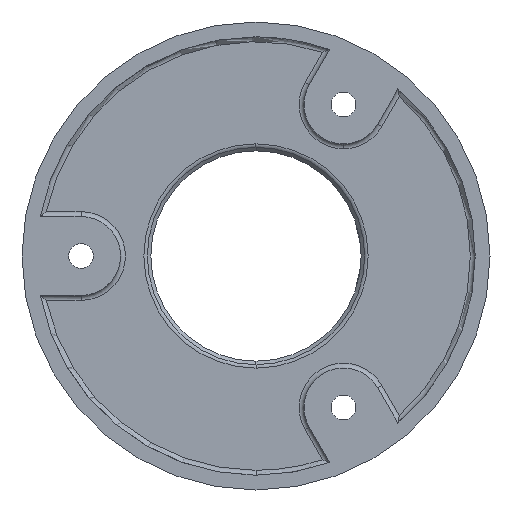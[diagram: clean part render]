
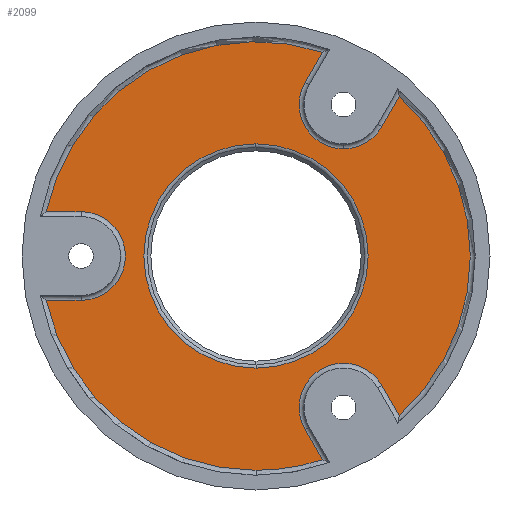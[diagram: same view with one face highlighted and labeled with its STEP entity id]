
A CAD part, left-side view. The second image highlights one B-rep face of the part: STEP entity #2099.
In plain terms, the highlighted planar face has unit normal (-1, 0, 0).
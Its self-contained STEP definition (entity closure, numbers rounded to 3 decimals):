
#25 = CARTESIAN_POINT ( 'NONE',  ( 2., -25.544, -26.244 ) ) ;
#35 = ORIENTED_EDGE ( 'NONE', *, *, #530, .T. ) ;
#54 = CARTESIAN_POINT ( 'NONE',  ( 2., 0., 0. ) ) ;
#59 = EDGE_CURVE ( 'NONE', #312, #480, #1343, .T. ) ;
#61 = ORIENTED_EDGE ( 'NONE', *, *, #2000, .T. ) ;
#79 = ORIENTED_EDGE ( 'NONE', *, *, #1784, .T. ) ;
#116 = VERTEX_POINT ( 'NONE', #2015 ) ;
#131 = CARTESIAN_POINT ( 'NONE',  ( 2., -13.485, -41.357 ) ) ;
#137 = DIRECTION ( 'NONE',  ( 0., -1., 0. ) ) ;
#139 = CARTESIAN_POINT ( 'NONE',  ( 2., 1.081, -19.872 ) ) ;
#142 = DIRECTION ( 'NONE',  ( 1., 0., 0. ) ) ;
#147 = EDGE_CURVE ( 'NONE', #1957, #971, #1559, .T. ) ;
#150 = EDGE_CURVE ( 'NONE', #1867, #1426, #369, .T. ) ;
#163 = DIRECTION ( 'NONE',  ( 0., 0.5, 0.866 ) ) ;
#166 = EDGE_CURVE ( 'NONE', #1120, #312, #1142, .T. ) ;
#171 = ORIENTED_EDGE ( 'NONE', *, *, #59, .T. ) ;
#209 = ORIENTED_EDGE ( 'NONE', *, *, #817, .T. ) ;
#214 = DIRECTION ( 'NONE',  ( 0., 0., -1. ) ) ;
#216 = EDGE_CURVE ( 'NONE', #971, #1261, #1414, .T. ) ;
#224 = DIRECTION ( 'NONE',  ( 1., 0., 0. ) ) ;
#228 = EDGE_CURVE ( 'NONE', #383, #116, #2225, .T. ) ;
#240 = CARTESIAN_POINT ( 'NONE',  ( 2., 0., 0. ) ) ;
#248 = DIRECTION ( 'NONE',  ( 1., 0., 0. ) ) ;
#257 = ORIENTED_EDGE ( 'NONE', *, *, #1547, .T. ) ;
#312 = VERTEX_POINT ( 'NONE', #1536 ) ;
#322 = DIRECTION ( 'NONE',  ( 0., 0., -1. ) ) ;
#341 = CARTESIAN_POINT ( 'NONE',  ( 2., -17.75, 30.744 ) ) ;
#345 = EDGE_CURVE ( 'NONE', #1916, #1120, #2170, .T. ) ;
#368 = AXIS2_PLACEMENT_3D ( 'NONE', #240, #1999, #948 ) ;
#369 = CIRCLE ( 'NONE', #784, 22.764 ) ;
#383 = VERTEX_POINT ( 'NONE', #630 ) ;
#391 = CARTESIAN_POINT ( 'NONE',  ( 2., 42.559, -9. ) ) ;
#404 = DIRECTION ( 'NONE',  ( 0., 1., 0. ) ) ;
#407 = EDGE_LOOP ( 'NONE', ( #814, #1761, #35, #1630, #1640, #257, #1659, #1911, #740, #1989, #171, #209, #1299, #61 ) ) ;
#449 = AXIS2_PLACEMENT_3D ( 'NONE', #1832, #248, #1654 ) ;
#462 = CARTESIAN_POINT ( 'NONE',  ( 2., -17.75, 9. ) ) ;
#480 = VERTEX_POINT ( 'NONE', #548 ) ;
#490 = VECTOR ( 'NONE', #404, 1000. ) ;
#530 = EDGE_CURVE ( 'NONE', #1261, #865, #1404, .T. ) ;
#548 = CARTESIAN_POINT ( 'NONE',  ( 2., 42.559, 9. ) ) ;
#576 = CIRCLE ( 'NONE', #2179, 9. ) ;
#612 = CARTESIAN_POINT ( 'NONE',  ( 2., -17.75, 30.744 ) ) ;
#618 = DIRECTION ( 'NONE',  ( 0., 0., -1. ) ) ;
#626 = VERTEX_POINT ( 'NONE', #920 ) ;
#630 = CARTESIAN_POINT ( 'NONE',  ( 2., -29.074, 32.357 ) ) ;
#634 = EDGE_LOOP ( 'NONE', ( #1071, #79 ) ) ;
#650 = DIRECTION ( 'NONE',  ( 0., -0.5, -0.866 ) ) ;
#656 = EDGE_CURVE ( 'NONE', #865, #1492, #576, .T. ) ;
#690 = CARTESIAN_POINT ( 'NONE',  ( 2., -9.956, 35.244 ) ) ;
#693 = CARTESIAN_POINT ( 'NONE',  ( 2., 0., -22.764 ) ) ;
#704 = LINE ( 'NONE', #462, #2226 ) ;
#707 = DIRECTION ( 'NONE',  ( 0., 0., -1. ) ) ;
#740 = ORIENTED_EDGE ( 'NONE', *, *, #345, .T. ) ;
#748 = AXIS2_PLACEMENT_3D ( 'NONE', #612, #2014, #1839 ) ;
#751 = CIRCLE ( 'NONE', #2026, 9. ) ;
#754 = CIRCLE ( 'NONE', #449, 22.764 ) ;
#784 = AXIS2_PLACEMENT_3D ( 'NONE', #1681, #1670, #1130 ) ;
#814 = ORIENTED_EDGE ( 'NONE', *, *, #147, .T. ) ;
#817 = EDGE_CURVE ( 'NONE', #480, #626, #704, .T. ) ;
#865 = VERTEX_POINT ( 'NONE', #1627 ) ;
#920 = CARTESIAN_POINT ( 'NONE',  ( 2., 35.5, 9. ) ) ;
#948 = DIRECTION ( 'NONE',  ( 0., 0., -1. ) ) ;
#949 = DIRECTION ( 'NONE',  ( 1., 0., 0. ) ) ;
#971 = VERTEX_POINT ( 'NONE', #1257 ) ;
#981 = DIRECTION ( 'NONE',  ( -1., 0., 0. ) ) ;
#1029 = CARTESIAN_POINT ( 'NONE',  ( 2., 0., 22.764 ) ) ;
#1050 = AXIS2_PLACEMENT_3D ( 'NONE', #2273, #1411, #707 ) ;
#1054 = VERTEX_POINT ( 'NONE', #1504 ) ;
#1071 = ORIENTED_EDGE ( 'NONE', *, *, #150, .T. ) ;
#1086 = VERTEX_POINT ( 'NONE', #1291 ) ;
#1103 = CARTESIAN_POINT ( 'NONE',  ( 2., -17.75, -30.744 ) ) ;
#1120 = VERTEX_POINT ( 'NONE', #690 ) ;
#1122 = AXIS2_PLACEMENT_3D ( 'NONE', #341, #1755, #1575 ) ;
#1130 = DIRECTION ( 'NONE',  ( 0., 0., -1. ) ) ;
#1142 = LINE ( 'NONE', #1458, #1952 ) ;
#1159 = CARTESIAN_POINT ( 'NONE',  ( 2., -17.75, -30.744 ) ) ;
#1232 = CARTESIAN_POINT ( 'NONE',  ( 2., 35.5, 0. ) ) ;
#1257 = CARTESIAN_POINT ( 'NONE',  ( 2., 0., -43.5 ) ) ;
#1261 = VERTEX_POINT ( 'NONE', #131 ) ;
#1291 = CARTESIAN_POINT ( 'NONE',  ( 2., -29.074, -32.357 ) ) ;
#1299 = ORIENTED_EDGE ( 'NONE', *, *, #2259, .T. ) ;
#1338 = DIRECTION ( 'NONE',  ( -1., 0., 0. ) ) ;
#1343 = CIRCLE ( 'NONE', #368, 43.5 ) ;
#1353 = CARTESIAN_POINT ( 'NONE',  ( 2., 0., 0. ) ) ;
#1356 = LINE ( 'NONE', #2084, #1885 ) ;
#1363 = DIRECTION ( 'NONE',  ( 0., 0.5, -0.866 ) ) ;
#1374 = AXIS2_PLACEMENT_3D ( 'NONE', #54, #981, #1499 ) ;
#1404 = LINE ( 'NONE', #1576, #2066 ) ;
#1411 = DIRECTION ( 'NONE',  ( -1., 0., 0. ) ) ;
#1414 = CIRCLE ( 'NONE', #1700, 43.5 ) ;
#1426 = VERTEX_POINT ( 'NONE', #1029 ) ;
#1458 = CARTESIAN_POINT ( 'NONE',  ( 2., 16.669, -10.872 ) ) ;
#1478 = EDGE_CURVE ( 'NONE', #116, #1916, #1634, .T. ) ;
#1492 = VERTEX_POINT ( 'NONE', #25 ) ;
#1499 = DIRECTION ( 'NONE',  ( 0., 0., -1. ) ) ;
#1504 = CARTESIAN_POINT ( 'NONE',  ( 2., 35.5, -9. ) ) ;
#1528 = CIRCLE ( 'NONE', #1050, 43.5 ) ;
#1536 = CARTESIAN_POINT ( 'NONE',  ( 2., -13.485, 41.357 ) ) ;
#1547 = EDGE_CURVE ( 'NONE', #1086, #383, #1528, .T. ) ;
#1559 = CIRCLE ( 'NONE', #1374, 43.5 ) ;
#1575 = DIRECTION ( 'NONE',  ( 0., 0., -1. ) ) ;
#1576 = CARTESIAN_POINT ( 'NONE',  ( 2., -9.956, -35.244 ) ) ;
#1614 = CARTESIAN_POINT ( 'NONE',  ( 2., -17.75, 21.744 ) ) ;
#1627 = CARTESIAN_POINT ( 'NONE',  ( 2., -9.956, -35.244 ) ) ;
#1630 = ORIENTED_EDGE ( 'NONE', *, *, #656, .T. ) ;
#1634 = CIRCLE ( 'NONE', #1122, 9. ) ;
#1639 = FACE_BOUND ( 'NONE', #634, .T. ) ;
#1640 = ORIENTED_EDGE ( 'NONE', *, *, #2194, .T. ) ;
#1654 = DIRECTION ( 'NONE',  ( 0., 0., -1. ) ) ;
#1659 = ORIENTED_EDGE ( 'NONE', *, *, #228, .T. ) ;
#1670 = DIRECTION ( 'NONE',  ( 1., 0., 0. ) ) ;
#1681 = CARTESIAN_POINT ( 'NONE',  ( 2., 0., 0. ) ) ;
#1690 = DIRECTION ( 'NONE',  ( 0., 0., -1. ) ) ;
#1700 = AXIS2_PLACEMENT_3D ( 'NONE', #1353, #1338, #1690 ) ;
#1745 = AXIS2_PLACEMENT_3D ( 'NONE', #1159, #949, #618 ) ;
#1755 = DIRECTION ( 'NONE',  ( 1., 0., 0. ) ) ;
#1761 = ORIENTED_EDGE ( 'NONE', *, *, #216, .T. ) ;
#1775 = VECTOR ( 'NONE', #1363, 1000. ) ;
#1784 = EDGE_CURVE ( 'NONE', #1426, #1867, #754, .T. ) ;
#1826 = FACE_OUTER_BOUND ( 'NONE', #407, .T. ) ;
#1832 = CARTESIAN_POINT ( 'NONE',  ( 2., 0., 0. ) ) ;
#1839 = DIRECTION ( 'NONE',  ( 0., 0., -1. ) ) ;
#1867 = VERTEX_POINT ( 'NONE', #693 ) ;
#1885 = VECTOR ( 'NONE', #650, 1000. ) ;
#1911 = ORIENTED_EDGE ( 'NONE', *, *, #1478, .T. ) ;
#1916 = VERTEX_POINT ( 'NONE', #1614 ) ;
#1952 = VECTOR ( 'NONE', #2147, 1000. ) ;
#1957 = VERTEX_POINT ( 'NONE', #391 ) ;
#1989 = ORIENTED_EDGE ( 'NONE', *, *, #166, .T. ) ;
#1999 = DIRECTION ( 'NONE',  ( -1., 0., 0. ) ) ;
#2000 = EDGE_CURVE ( 'NONE', #1054, #1957, #2127, .T. ) ;
#2014 = DIRECTION ( 'NONE',  ( 1., 0., 0. ) ) ;
#2015 = CARTESIAN_POINT ( 'NONE',  ( 2., -25.544, 26.244 ) ) ;
#2026 = AXIS2_PLACEMENT_3D ( 'NONE', #1232, #142, #322 ) ;
#2066 = VECTOR ( 'NONE', #163, 1000. ) ;
#2084 = CARTESIAN_POINT ( 'NONE',  ( 2., -25.544, -26.244 ) ) ;
#2099 = ADVANCED_FACE ( 'NONE', ( #1826, #1639 ), #2161, .F. ) ;
#2127 = LINE ( 'NONE', #2149, #490 ) ;
#2147 = DIRECTION ( 'NONE',  ( 0., -0.5, 0.866 ) ) ;
#2149 = CARTESIAN_POINT ( 'NONE',  ( 2., -17.75, -9. ) ) ;
#2161 = PLANE ( 'NONE',  #1745 ) ;
#2170 = CIRCLE ( 'NONE', #748, 9. ) ;
#2179 = AXIS2_PLACEMENT_3D ( 'NONE', #1103, #224, #214 ) ;
#2194 = EDGE_CURVE ( 'NONE', #1492, #1086, #1356, .T. ) ;
#2225 = LINE ( 'NONE', #139, #1775 ) ;
#2226 = VECTOR ( 'NONE', #137, 1000. ) ;
#2259 = EDGE_CURVE ( 'NONE', #626, #1054, #751, .T. ) ;
#2273 = CARTESIAN_POINT ( 'NONE',  ( 2., 0., 0. ) ) ;
